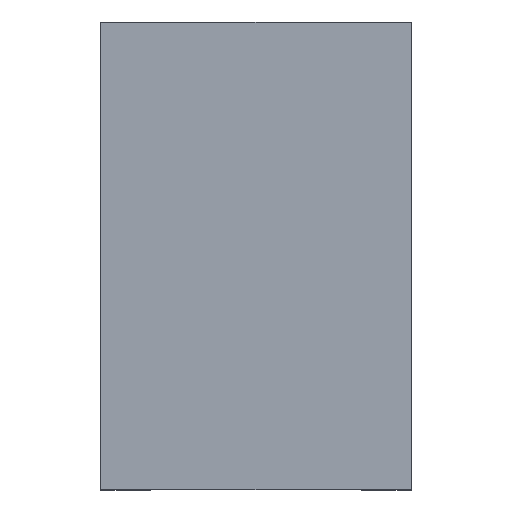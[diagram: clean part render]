
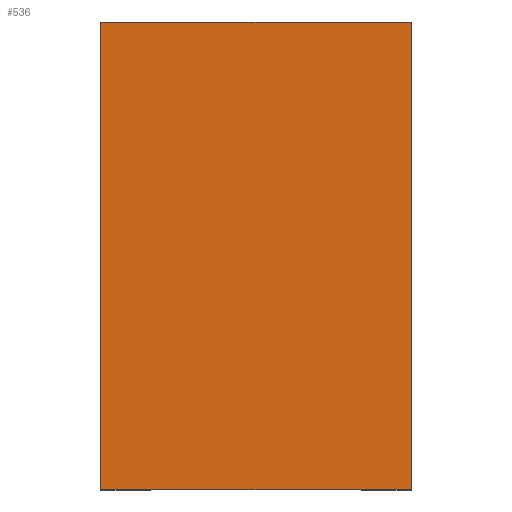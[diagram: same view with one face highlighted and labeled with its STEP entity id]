
A CAD part, top view. The second image highlights one B-rep face of the part: STEP entity #536.
In plain terms, the highlighted planar face has unit normal (0, 0, 1).
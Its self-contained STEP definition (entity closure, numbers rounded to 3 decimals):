
#80 = VERTEX_POINT('',#81);
#81 = CARTESIAN_POINT('',(-6.3,9.5,7.));
#87 = EDGE_CURVE('',#80,#88,#90,.T.);
#88 = VERTEX_POINT('',#89);
#89 = CARTESIAN_POINT('',(6.3,9.5,7.));
#90 = LINE('',#91,#92);
#91 = CARTESIAN_POINT('',(-6.3,9.5,7.));
#92 = VECTOR('',#93,1.);
#93 = DIRECTION('',(1.,0.,0.));
#136 = VERTEX_POINT('',#137);
#137 = CARTESIAN_POINT('',(-6.3,-9.5,7.));
#143 = EDGE_CURVE('',#136,#80,#144,.T.);
#144 = LINE('',#145,#146);
#145 = CARTESIAN_POINT('',(-6.3,-9.5,7.));
#146 = VECTOR('',#147,1.);
#147 = DIRECTION('',(0.,1.,0.));
#181 = EDGE_CURVE('',#88,#182,#184,.T.);
#182 = VERTEX_POINT('',#183);
#183 = CARTESIAN_POINT('',(6.3,-9.5,7.));
#184 = LINE('',#185,#186);
#185 = CARTESIAN_POINT('',(6.3,9.5,7.));
#186 = VECTOR('',#187,1.);
#187 = DIRECTION('',(0.,-1.,0.));
#536 = ADVANCED_FACE('',(#537),#548,.F.);
#537 = FACE_BOUND('',#538,.F.);
#538 = EDGE_LOOP('',(#539,#540,#541,#547));
#539 = ORIENTED_EDGE('',*,*,#87,.T.);
#540 = ORIENTED_EDGE('',*,*,#181,.T.);
#541 = ORIENTED_EDGE('',*,*,#542,.T.);
#542 = EDGE_CURVE('',#182,#136,#543,.T.);
#543 = LINE('',#544,#545);
#544 = CARTESIAN_POINT('',(6.3,-9.5,7.));
#545 = VECTOR('',#546,1.);
#546 = DIRECTION('',(-1.,0.,0.));
#547 = ORIENTED_EDGE('',*,*,#143,.T.);
#548 = PLANE('',#549);
#549 = AXIS2_PLACEMENT_3D('',#550,#551,#552);
#550 = CARTESIAN_POINT('',(0.,0.,7.));
#551 = DIRECTION('',(-0.,-0.,-1.));
#552 = DIRECTION('',(-1.,0.,0.));
